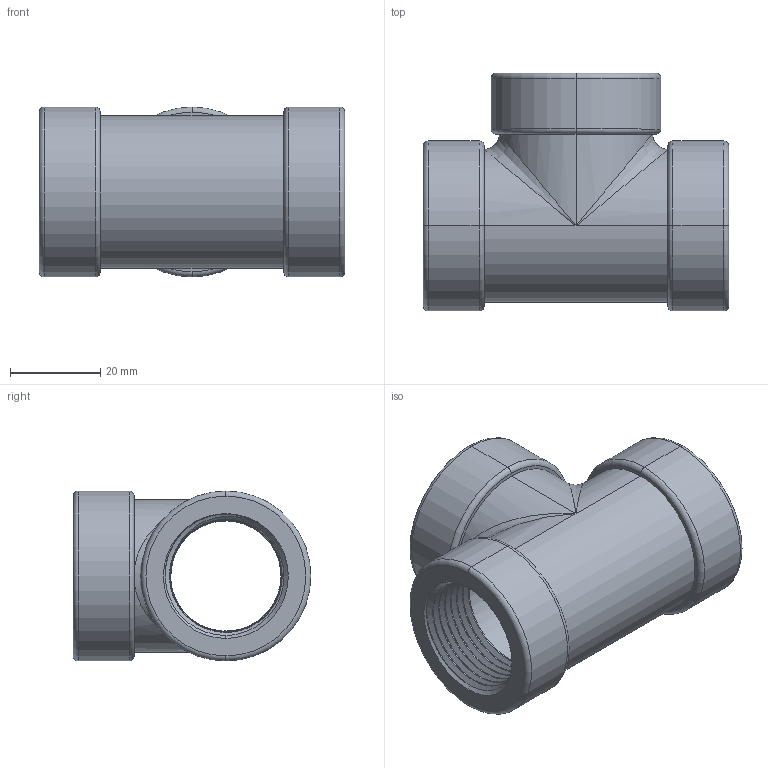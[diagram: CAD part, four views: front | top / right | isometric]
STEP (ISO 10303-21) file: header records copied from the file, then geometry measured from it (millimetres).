
FILE_DESCRIPTION (( 'STEP AP203' ), '1' );
FILE_NAME ('4464K52_304 Stainless Steel Threaded Pipe Fitting.STEP', '2021-09-09T04:01:14', ( 'Administrator' ), ( 'Managed by Terraform' ), 'SwSTEP 2.0', 'SolidWorks 2017', '' );
FILE_SCHEMA (( 'CONFIG_CONTROL_DESIGN' ));
Length unit declared in the file: inch
Products named in the file (1): 4464K52_304 Stainless Steel Threaded Pipe Fitting
Bounding box: 67.56 x 52.58 x 37.59 mm (x, y, z)
Volume: 37645.8 mm3; surface area: 20143.7 mm2
Topology: 1 solids, 1 shells, 109 faces, 296 edges, 187 vertices
Faces by surface type: cone 57, cylinder 19, torus 12, bspline 12, plane 9
Entity records: 15145 total; most frequent: CARTESIAN_POINT 12624, ORIENTED_EDGE 584, DIRECTION 403, EDGE_CURVE 292, VERTEX_POINT 187, AXIS2_PLACEMENT_3D 159, B_SPLINE_CURVE_WITH_KNOTS 136, EDGE_LOOP 115
